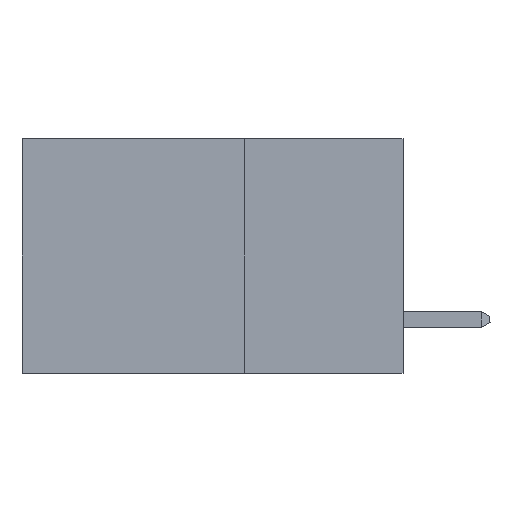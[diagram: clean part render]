
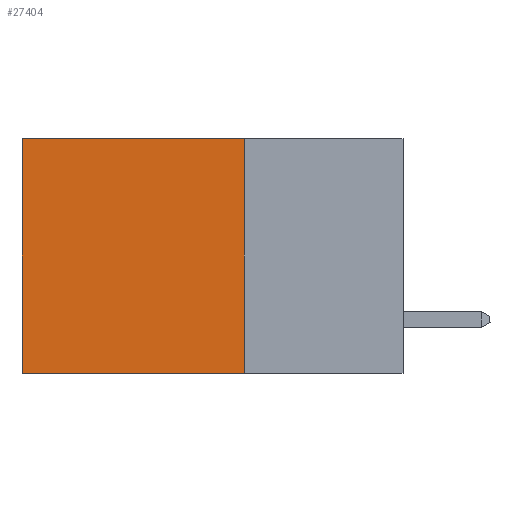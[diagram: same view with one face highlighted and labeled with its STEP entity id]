
A CAD part, left-side view. The second image highlights one B-rep face of the part: STEP entity #27404.
In plain terms, the highlighted planar face has unit normal (-1, 0, 0).
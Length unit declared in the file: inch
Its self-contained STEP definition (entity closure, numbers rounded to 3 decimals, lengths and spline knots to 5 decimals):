
#1410 = LINE ( 'NONE', #28427, #2119 ) ;
#1630 = CARTESIAN_POINT ( 'NONE',  ( 0.2875, 0.25, -0.37 ) ) ;
#1826 = ORIENTED_EDGE ( 'NONE', *, *, #13969, .F. ) ;
#2119 = VECTOR ( 'NONE', #12756, 39.37008 ) ;
#2621 = PLANE ( 'NONE',  #6319 ) ;
#4136 = ORIENTED_EDGE ( 'NONE', *, *, #21934, .T. ) ;
#4153 = DIRECTION ( 'NONE',  ( 1., 0., 0. ) ) ;
#4330 = CARTESIAN_POINT ( 'NONE',  ( 0.2875, 0.25, 0. ) ) ;
#4891 = VERTEX_POINT ( 'NONE', #25763 ) ;
#6319 = AXIS2_PLACEMENT_3D ( 'NONE', #17833, #4153, #6381 ) ;
#6381 = DIRECTION ( 'NONE',  ( 0., 0., -1. ) ) ;
#8606 = DIRECTION ( 'NONE',  ( 0., 1., 0. ) ) ;
#10881 = LINE ( 'NONE', #1630, #23053 ) ;
#11478 = DIRECTION ( 'NONE',  ( 0., 1., 0. ) ) ;
#12016 = EDGE_CURVE ( 'NONE', #24147, #26270, #21732, .T. ) ;
#12309 = LINE ( 'NONE', #24825, #12656 ) ;
#12656 = VECTOR ( 'NONE', #23173, 39.37008 ) ;
#12756 = DIRECTION ( 'NONE',  ( 0., 0., -1. ) ) ;
#13495 = VERTEX_POINT ( 'NONE', #28070 ) ;
#13969 = EDGE_CURVE ( 'NONE', #4891, #13495, #10881, .T. ) ;
#15386 = ORIENTED_EDGE ( 'NONE', *, *, #20340, .F. ) ;
#17061 = FACE_OUTER_BOUND ( 'NONE', #23398, .T. ) ;
#17833 = CARTESIAN_POINT ( 'NONE',  ( 0.2875, 0.25, 0. ) ) ;
#18293 = ORIENTED_EDGE ( 'NONE', *, *, #12016, .T. ) ;
#20127 = CARTESIAN_POINT ( 'NONE',  ( 0.2875, 0.25, 0. ) ) ;
#20340 = EDGE_CURVE ( 'NONE', #24147, #4891, #12309, .T. ) ;
#21040 = CARTESIAN_POINT ( 'NONE',  ( 0.2875, 0.6, 0. ) ) ;
#21732 = LINE ( 'NONE', #20127, #24263 ) ;
#21934 = EDGE_CURVE ( 'NONE', #26270, #13495, #1410, .T. ) ;
#23053 = VECTOR ( 'NONE', #8606, 39.37008 ) ;
#23173 = DIRECTION ( 'NONE',  ( 0., 0., -1. ) ) ;
#23398 = EDGE_LOOP ( 'NONE', ( #4136, #1826, #15386, #18293 ) ) ;
#24147 = VERTEX_POINT ( 'NONE', #4330 ) ;
#24263 = VECTOR ( 'NONE', #11478, 39.37008 ) ;
#24825 = CARTESIAN_POINT ( 'NONE',  ( 0.2875, 0.25, 0. ) ) ;
#25763 = CARTESIAN_POINT ( 'NONE',  ( 0.2875, 0.25, -0.37 ) ) ;
#26270 = VERTEX_POINT ( 'NONE', #21040 ) ;
#27404 = ADVANCED_FACE ( 'NONE', ( #17061 ), #2621, .F. ) ;
#28070 = CARTESIAN_POINT ( 'NONE',  ( 0.2875, 0.6, -0.37 ) ) ;
#28427 = CARTESIAN_POINT ( 'NONE',  ( 0.2875, 0.6, 0. ) ) ;
